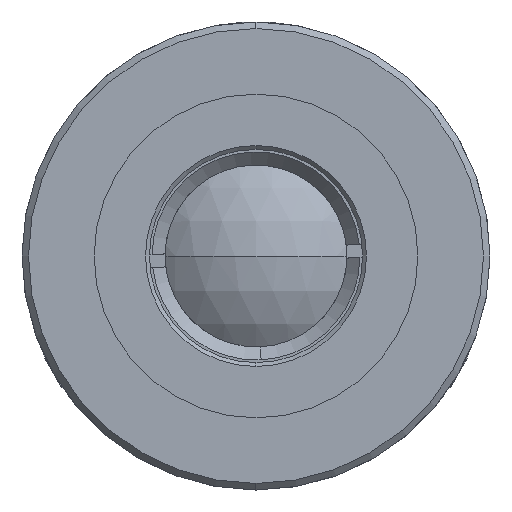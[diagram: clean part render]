
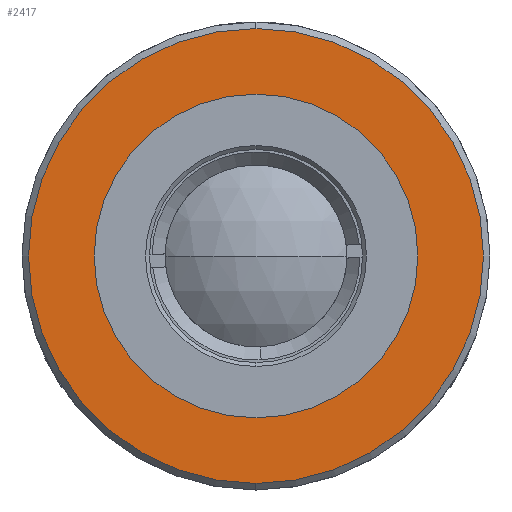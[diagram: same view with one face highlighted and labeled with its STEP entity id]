
A CAD part, left-side view. The second image highlights one B-rep face of the part: STEP entity #2417.
In plain terms, the highlighted planar face has unit normal (-1, 0, 0).
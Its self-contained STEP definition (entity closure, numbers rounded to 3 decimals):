
#394 = CARTESIAN_POINT ( 'NONE',  ( -5.002, 0., -17.5 ) ) ;
#487 = DIRECTION ( 'NONE',  ( -1., 0., 0. ) ) ;
#523 = AXIS2_PLACEMENT_3D ( 'NONE', #2297, #3429, #4215 ) ;
#565 = VERTEX_POINT ( 'NONE', #1075 ) ;
#586 = PLANE ( 'NONE',  #657 ) ;
#657 = AXIS2_PLACEMENT_3D ( 'NONE', #4666, #1230, #4842 ) ;
#864 = EDGE_CURVE ( 'NONE', #565, #1308, #4151, .T. ) ;
#952 = ORIENTED_EDGE ( 'NONE', *, *, #4217, .F. ) ;
#1075 = CARTESIAN_POINT ( 'NONE',  ( -5.002, 0., 12.45 ) ) ;
#1110 = CARTESIAN_POINT ( 'NONE',  ( -5.002, 0., 17.5 ) ) ;
#1220 = CIRCLE ( 'NONE', #4027, 12.45 ) ;
#1230 = DIRECTION ( 'NONE',  ( 1., 0., 0. ) ) ;
#1308 = VERTEX_POINT ( 'NONE', #1681 ) ;
#1361 = CARTESIAN_POINT ( 'NONE',  ( -5.002, 0., 0. ) ) ;
#1425 = CIRCLE ( 'NONE', #3508, 17.5 ) ;
#1621 = EDGE_CURVE ( 'NONE', #3038, #1981, #4629, .T. ) ;
#1681 = CARTESIAN_POINT ( 'NONE',  ( -5.002, 0., -12.45 ) ) ;
#1750 = AXIS2_PLACEMENT_3D ( 'NONE', #1361, #2787, #4815 ) ;
#1981 = VERTEX_POINT ( 'NONE', #394 ) ;
#2073 = ORIENTED_EDGE ( 'NONE', *, *, #3505, .T. ) ;
#2094 = FACE_OUTER_BOUND ( 'NONE', #2941, .T. ) ;
#2297 = CARTESIAN_POINT ( 'NONE',  ( -5.002, 0., 0. ) ) ;
#2417 = ADVANCED_FACE ( 'NONE', ( #2094, #4012 ), #586, .F. ) ;
#2787 = DIRECTION ( 'NONE',  ( -1., 0., 0. ) ) ;
#2941 = EDGE_LOOP ( 'NONE', ( #2073, #3725 ) ) ;
#3038 = VERTEX_POINT ( 'NONE', #1110 ) ;
#3429 = DIRECTION ( 'NONE',  ( -1., 0., 0. ) ) ;
#3505 = EDGE_CURVE ( 'NONE', #1981, #3038, #1425, .T. ) ;
#3508 = AXIS2_PLACEMENT_3D ( 'NONE', #4695, #4368, #4394 ) ;
#3725 = ORIENTED_EDGE ( 'NONE', *, *, #1621, .T. ) ;
#3886 = CARTESIAN_POINT ( 'NONE',  ( -5.002, 0., 0. ) ) ;
#4012 = FACE_BOUND ( 'NONE', #4208, .T. ) ;
#4027 = AXIS2_PLACEMENT_3D ( 'NONE', #3886, #487, #4718 ) ;
#4151 = CIRCLE ( 'NONE', #523, 12.45 ) ;
#4208 = EDGE_LOOP ( 'NONE', ( #4377, #952 ) ) ;
#4215 = DIRECTION ( 'NONE',  ( 0., 0., 1. ) ) ;
#4217 = EDGE_CURVE ( 'NONE', #1308, #565, #1220, .T. ) ;
#4368 = DIRECTION ( 'NONE',  ( -1., 0., 0. ) ) ;
#4377 = ORIENTED_EDGE ( 'NONE', *, *, #864, .F. ) ;
#4394 = DIRECTION ( 'NONE',  ( 0., 0., -1. ) ) ;
#4629 = CIRCLE ( 'NONE', #1750, 17.5 ) ;
#4666 = CARTESIAN_POINT ( 'NONE',  ( -5.002, 18., 0. ) ) ;
#4695 = CARTESIAN_POINT ( 'NONE',  ( -5.002, 0., 0. ) ) ;
#4718 = DIRECTION ( 'NONE',  ( 0., 0., 1. ) ) ;
#4815 = DIRECTION ( 'NONE',  ( 0., 0., -1. ) ) ;
#4842 = DIRECTION ( 'NONE',  ( 0., 0., -1. ) ) ;
